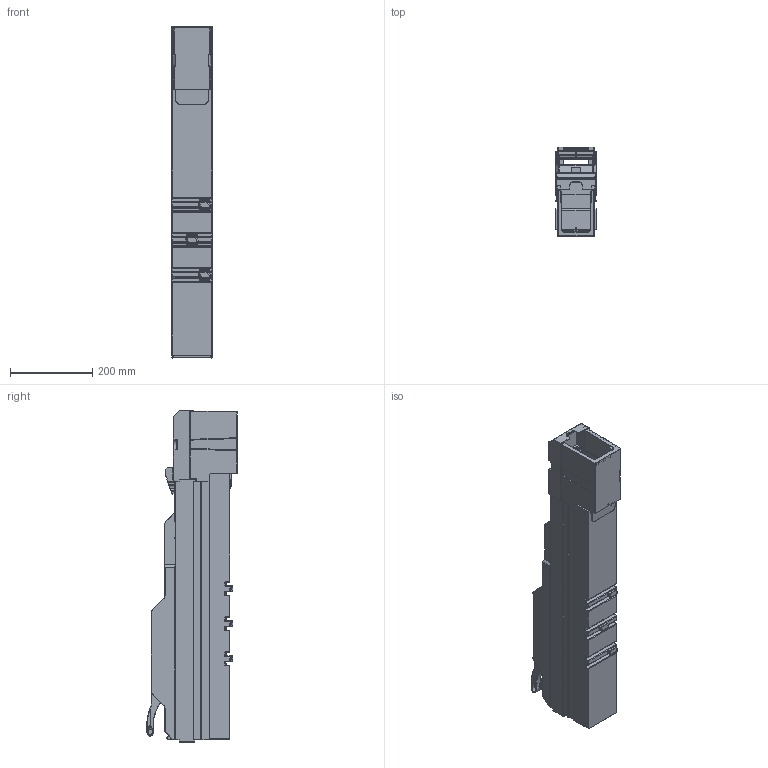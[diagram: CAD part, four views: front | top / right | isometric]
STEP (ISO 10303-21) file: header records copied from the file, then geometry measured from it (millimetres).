
FILE_DESCRIPTION(/* description */ (''),/* implementation_level */ '2;1');
FILE_NAME(/* name */ 'Sldl_3_dummy_ABB.stp',/* time_stamp */ '2017-03-06T20:04:09+01:00',/* author */ (''),/* organization */ (''),/* preprocessor_version */ 'ST-DEVELOPER v16',/* originating_system */ 'SIEMENS PLM Software NX 11.0',/* authorisation */ '');
FILE_SCHEMA (('AP203_CONFIGURATION_CONTROLLED_3D_DESIGN_OF_MECHANICAL_PARTS_AND_ASSEMBLIES_MIM_LF { 1 0 10303 403 2 1 2}'));
Products named in the file (1): admi21809BDAepac
Bounding box: 99 x 219.18 x 805.39 mm (x, y, z)
Volume: 9717113.4 mm3; surface area: 761395.6 mm2
Topology: 1 solids, 19 shells, 4988 faces, 13210 edges, 8037 vertices
Faces by surface type: cylinder 2157, plane 1406, bspline 946, sphere 212, cone 104, extrusion 87, torus 76
Full cylindrical faces by diameter (mm): 15 x2
Entity records: 215928 total; most frequent: CARTESIAN_POINT 75739, ORIENTED_EDGE 26000, DIRECTION 18617, EDGE_CURVE 13000, VERTEX_POINT 8037, AXIS2_PLACEMENT_3D 6574, VECTOR 5469, LINE 5382
